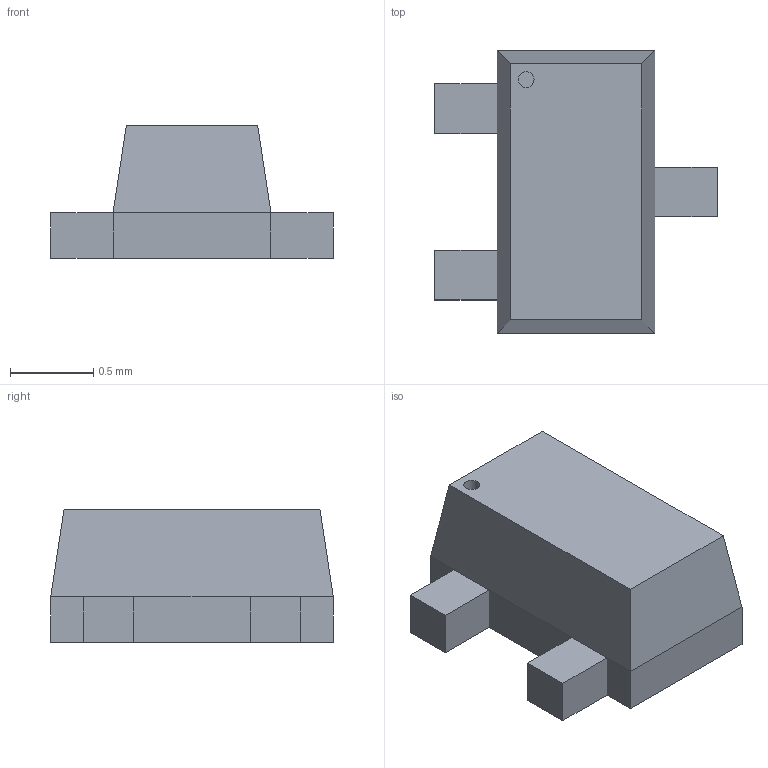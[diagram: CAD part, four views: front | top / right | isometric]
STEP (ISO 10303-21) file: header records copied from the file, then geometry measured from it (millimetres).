
FILE_DESCRIPTION(/* description */ ('','CAx-IF Rec.Pracs.---Representation and Presentation of Product Manufacturing Information (PMI)---4.0---2014-10-13'),/* implementation_level */ '2;1');
FILE_NAME(/* name */ 'SOT-490.step',/* time_stamp */ '2025-02-07T08:37:04-07:00',/* author */ (''),/* organization */ (''),/* preprocessor_version */ 'ST-DEVELOPER v20',/* originating_system */ 'Autodesk Translation Framework v13.20.0.188',/* authorisation */ '');
FILE_SCHEMA (('AP242_MANAGED_MODEL_BASED_3D_ENGINEERING_MIM_LF { 1 0 10303 442 1 1 4 }'));
Length unit declared in the file: millimetre
Products named in the file (1): SOT-490
Bounding box: 1.7 x 1.7 x 0.8 mm (x, y, z)
Volume: 1.3 mm3; surface area: 9 mm2
Topology: 4 solids, 4 shells, 30 faces, 59 edges, 38 vertices
Faces by surface type: plane 29, cylinder 1
Full cylindrical faces by diameter (mm): 0.095 x1
Entity records: 797 total; most frequent: CARTESIAN_POINT 128, DIRECTION 123, ORIENTED_EDGE 118, EDGE_CURVE 59, LINE 57, VECTOR 57, VERTEX_POINT 38, AXIS2_PLACEMENT_3D 33
